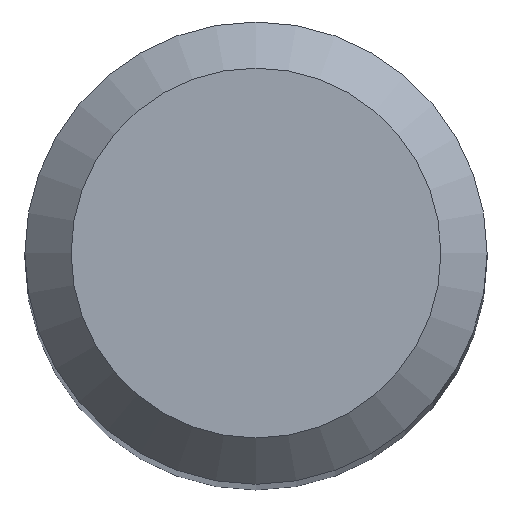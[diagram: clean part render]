
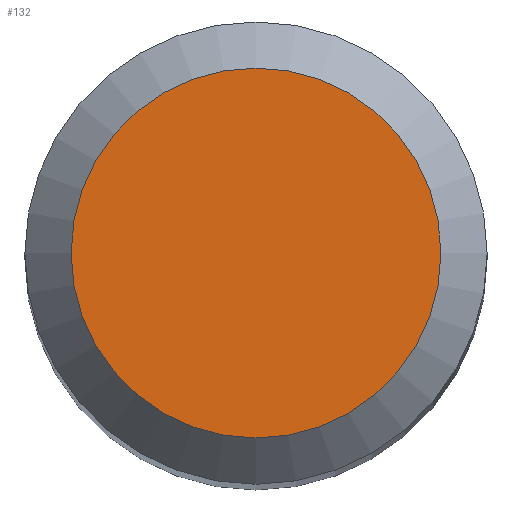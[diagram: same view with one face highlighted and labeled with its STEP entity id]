
A CAD part, top view. The second image highlights one B-rep face of the part: STEP entity #132.
In plain terms, the highlighted planar face has unit normal (0, 0, 1).
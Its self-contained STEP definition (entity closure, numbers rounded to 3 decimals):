
#7 = VERTEX_POINT ( 'NONE', #186 ) ;
#78 = AXIS2_PLACEMENT_3D ( 'NONE', #120, #175, #145 ) ;
#120 = CARTESIAN_POINT ( 'NONE',  ( 0., 0., 38. ) ) ;
#125 = DIRECTION ( 'NONE',  ( 0., 1., 0. ) ) ;
#132 = ADVANCED_FACE ( 'NONE', ( #144 ), #139, .F. ) ;
#139 = PLANE ( 'NONE',  #217 ) ;
#144 = FACE_OUTER_BOUND ( 'NONE', #177, .T. ) ;
#145 = DIRECTION ( 'NONE',  ( 0., -1., 0. ) ) ;
#146 = CIRCLE ( 'NONE', #78, 1.6 ) ;
#175 = DIRECTION ( 'NONE',  ( 0., 0., 1. ) ) ;
#177 = EDGE_LOOP ( 'NONE', ( #299 ) ) ;
#182 = DIRECTION ( 'NONE',  ( 0., 0., -1. ) ) ;
#186 = CARTESIAN_POINT ( 'NONE',  ( 0., -1.6, 38. ) ) ;
#195 = EDGE_CURVE ( 'NONE', #7, #7, #146, .T. ) ;
#217 = AXIS2_PLACEMENT_3D ( 'NONE', #221, #182, #125 ) ;
#221 = CARTESIAN_POINT ( 'NONE',  ( 0., 0., 38. ) ) ;
#299 = ORIENTED_EDGE ( 'NONE', *, *, #195, .T. ) ;
